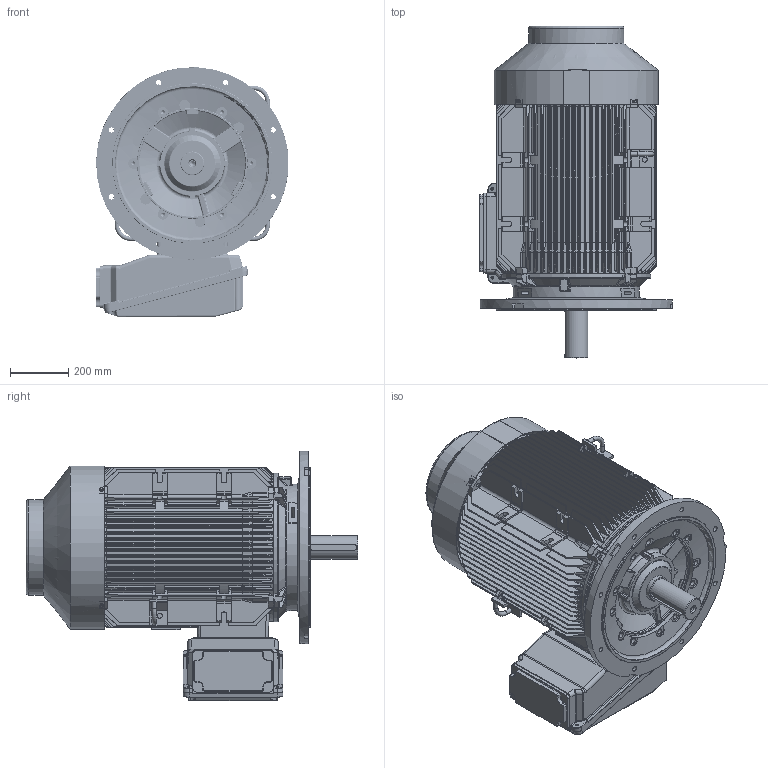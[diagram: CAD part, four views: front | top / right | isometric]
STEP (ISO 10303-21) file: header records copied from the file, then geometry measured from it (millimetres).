
FILE_DESCRIPTION( ( 'Unknown' ), '1' );
FILE_NAME( '3D UDF315SE 4P B5 DTD IC411.stp', 'Unknown', ( 'Unknown' ), ( 'Unknown' ), 'PSStep 17.0.49', 'Unknown', ' ' );
FILE_SCHEMA( ( 'AUTOMOTIVE_DESIGN { 1 0 10303 214 1 1 1 1 }' ) );
Length unit declared in the file: millimetre
Products named in the file (1): 1
Bounding box: 661.57 x 1138.51 x 855.44 mm (x, y, z)
Volume: 44462588.8 mm3; surface area: 9132706.1 mm2
Topology: 1 solids, 8 shells, 4826 faces, 13013 edges, 8101 vertices
Faces by surface type: cylinder 1826, plane 1540, bspline 759, torus 349, cone 210, sphere 142
Full cylindrical faces by diameter (mm): 5 x2, 5.188 x2, 6.985 x4, 8.782 x9, 12 x4, 14.188 x12, 14.376 x8, 15 x8, 17 x6, 17.97 x9, 19 x20, 20 x2, 21 x1, 80 x1, 90 x1, 91.5 x1, 95 x1, 184 x2, 200.014 x2, 242.023 x2, 323.8 x1, 327 x1, 380 x3, 470 x1, 470.5 x1, 482 x1, 488 x4, 530 x1, 550 x1, 660 x1
Entity records: 296323 total; most frequent: CARTESIAN_POINT 143248, ORIENTED_EDGE 25134, DIRECTION 22909, EDGE_CURVE 12567, AXIS2_PLACEMENT_3D 8796, VERTEX_POINT 7974, LINE 5317, VECTOR 5317
